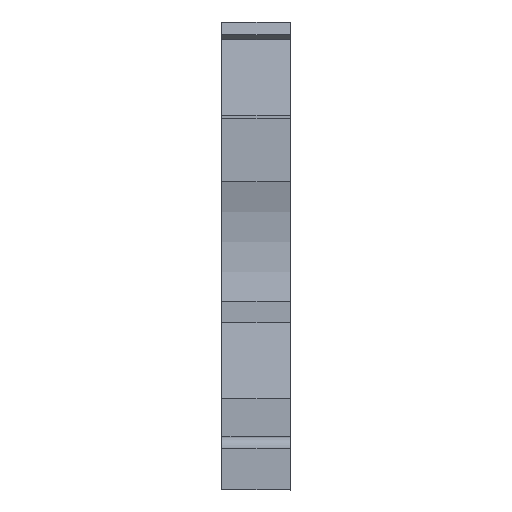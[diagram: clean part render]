
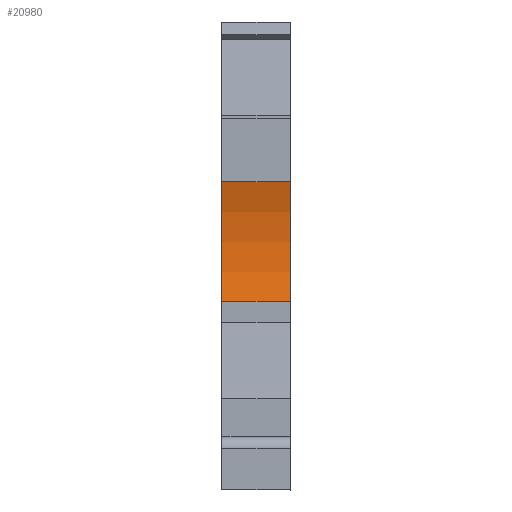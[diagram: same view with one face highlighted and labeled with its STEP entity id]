
A CAD part, front view. The second image highlights one B-rep face of the part: STEP entity #20980.
In plain terms, the highlighted cylindrical face has radius 15 mm (diameter 30 mm), a partial arc.
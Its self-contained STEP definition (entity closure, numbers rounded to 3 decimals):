
#20370=CARTESIAN_POINT('',(11.328,9.483,
-5.15));
#20380=VERTEX_POINT('',#20370);
#20410=CARTESIAN_POINT('',(11.328,9.483,
-5.15));
#20420=DIRECTION('',(0.,0.,1.));
#20430=VECTOR('',#20420,1.);
#20440=LINE('',#20410,#20430);
#20450=CARTESIAN_POINT('',(11.328,9.483,
0.));
#20460=VERTEX_POINT('',#20450);
#20470=EDGE_CURVE('',#20380,#20460,#20440,.T.);
#20660=CARTESIAN_POINT('',(-3.423,12.206,
-5.15));
#20670=DIRECTION('',(0.,0.,1.));
#20680=DIRECTION('',(0.993,0.122,
0.));
#20690=AXIS2_PLACEMENT_3D('',#20660,#20670,#20680);
#20700=CYLINDRICAL_SURFACE('',#20690,15.);
#20710=CARTESIAN_POINT('',(-3.423,12.206,
-5.15));
#20720=DIRECTION('',(0.,0.,1.));
#20730=DIRECTION('',(0.993,0.122,
0.));
#20740=AXIS2_PLACEMENT_3D('',#20710,#20720,#20730);
#20750=CIRCLE('',#20740,15.);
#20760=CARTESIAN_POINT('',(10.231,18.416,
-5.15));
#20770=VERTEX_POINT('',#20760);
#20780=EDGE_CURVE('',#20380,#20770,#20750,.T.);
#20790=ORIENTED_EDGE('',*,*,#20780,.F.);
#20800=CARTESIAN_POINT('',(10.231,18.416,
-5.15));
#20810=DIRECTION('',(0.,0.,1.));
#20820=VECTOR('',#20810,1.);
#20830=LINE('',#20800,#20820);
#20840=CARTESIAN_POINT('',(10.231,18.416,
0.));
#20850=VERTEX_POINT('',#20840);
#20860=EDGE_CURVE('',#20770,#20850,#20830,.T.);
#20870=ORIENTED_EDGE('',*,*,#20860,.F.);
#20880=CARTESIAN_POINT('',(-3.423,12.206,
0.));
#20890=DIRECTION('',(0.,0.,1.));
#20900=DIRECTION('',(0.993,0.122,
0.));
#20910=AXIS2_PLACEMENT_3D('',#20880,#20890,#20900);
#20920=CIRCLE('',#20910,15.);
#20930=EDGE_CURVE('',#20460,#20850,#20920,.T.);
#20940=ORIENTED_EDGE('',*,*,#20930,.T.);
#20950=ORIENTED_EDGE('',*,*,#20470,.T.);
#20960=EDGE_LOOP('',(#20950,#20940,#20870,#20790));
#20970=FACE_OUTER_BOUND('',#20960,.T.);
#20980=ADVANCED_FACE('',(#20970),#20700,.F.);
